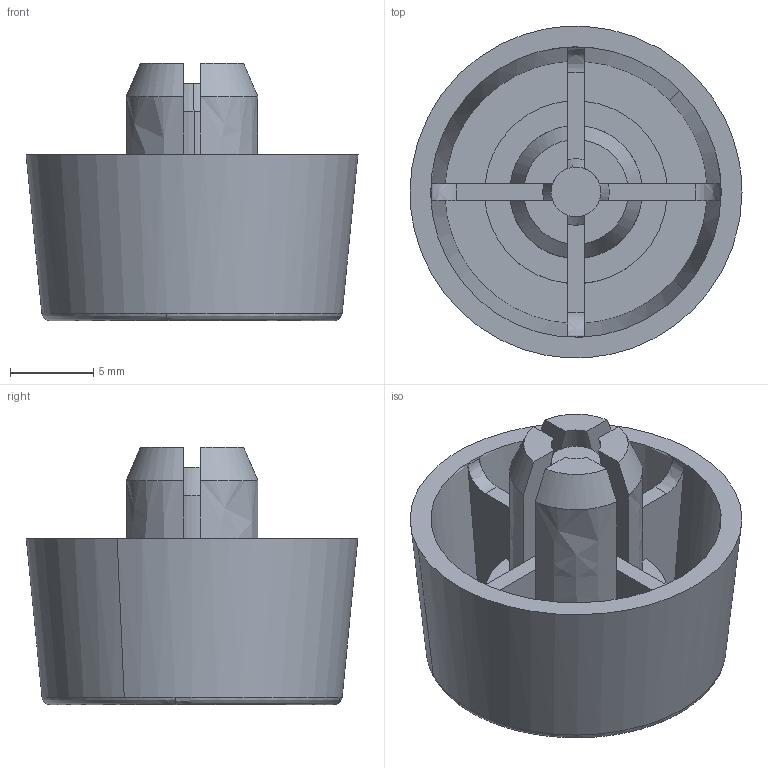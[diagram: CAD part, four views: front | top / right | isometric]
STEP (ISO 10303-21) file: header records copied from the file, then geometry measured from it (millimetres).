
FILE_DESCRIPTION((''),'2;1');
FILE_NAME('','2005-12-14T14:52:52',(''),(''),'','CADfix','');
FILE_SCHEMA(('AUTOMOTIVE_DESIGN'));
Length unit declared in the file: millimetre
Products named in the file (3): pin; foot; TM_127_2_14934_36
Assembly tree (2 placements, depth 2):
  TM_127_2_14934_36
    pin
    foot
Bounding box: 20 x 19.98 x 15.5 mm (x, y, z)
Volume: 1760 mm3; surface area: 2600.8 mm2
Topology: 2 solids, 2 shells, 76 faces, 227 edges, 157 vertices
Faces by surface type: bspline 76
Entity records: 2871 total; most frequent: CARTESIAN_POINT 1563, ORIENTED_EDGE 454, EDGE_CURVE 227, VERTEX_POINT 157, QUASI_UNIFORM_CURVE 102, EDGE_LOOP 80, FACE_OUTER_BOUND 76, ADVANCED_FACE 76
